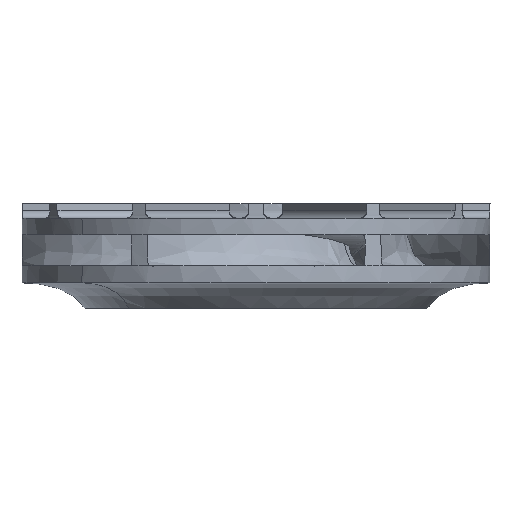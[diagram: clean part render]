
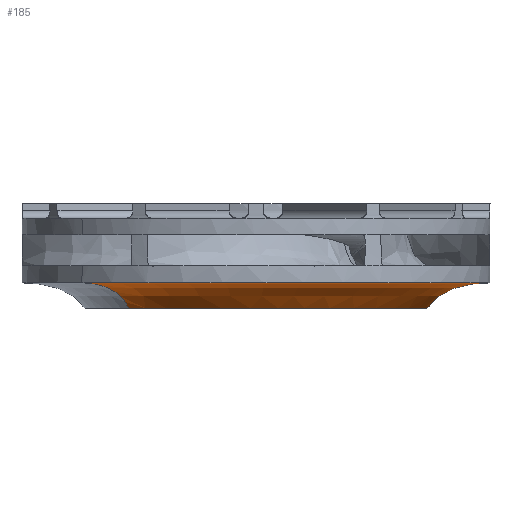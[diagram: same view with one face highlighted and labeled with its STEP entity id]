
A CAD part, left-side view. The second image highlights one B-rep face of the part: STEP entity #185.
In plain terms, the highlighted face is a revolution surface.
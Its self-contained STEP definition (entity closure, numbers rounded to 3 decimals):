
#66=SURFACE_OF_REVOLUTION('',#2362,#80);
#80=AXIS1_PLACEMENT('',#3944,#2932);
#94=(
BOUNDED_CURVE()
B_SPLINE_CURVE(3,(#3933,#3934,#3935,#3936),.UNSPECIFIED.,.F.,.F.)
B_SPLINE_CURVE_WITH_KNOTS((4,4),(0.,1.),.UNSPECIFIED.)
CURVE()
GEOMETRIC_REPRESENTATION_ITEM()
RATIONAL_B_SPLINE_CURVE((1.,0.333,0.333,1.))
REPRESENTATION_ITEM('')
);
#185=ADVANCED_FACE('[Impeller_1] Material domain SolidShroud',(#358),#66,
 .T.);
#358=FACE_OUTER_BOUND('',#490,.T.);
#490=EDGE_LOOP('',(#1115,#1116,#1117,#1118));
#646=CIRCLE('',#2560,24.663);
#1115=ORIENTED_EDGE('',*,*,#2079,.F.);
#1116=ORIENTED_EDGE('',*,*,#2092,.F.);
#1117=ORIENTED_EDGE('',*,*,#2093,.T.);
#1118=ORIENTED_EDGE('',*,*,#2094,.T.);
#1830=VERTEX_POINT('',#3902);
#1831=VERTEX_POINT('',#3904);
#1841=VERTEX_POINT('',#3932);
#1842=VERTEX_POINT('',#3937);
#2079=EDGE_CURVE('',#1830,#1831,#646,.T.);
#2092=EDGE_CURVE('',#1841,#1830,#2360,.T.);
#2093=EDGE_CURVE('',#1841,#1842,#94,.T.);
#2094=EDGE_CURVE('',#1842,#1831,#2361,.T.);
#2360=B_SPLINE_CURVE_WITH_KNOTS('',2,(#3929,#3930,#3931),.UNSPECIFIED.,
 .F.,.F.,(3,3),(0.,1.),.UNSPECIFIED.);
#2361=B_SPLINE_CURVE_WITH_KNOTS('',2,(#3938,#3939,#3940),.UNSPECIFIED.,
 .F.,.F.,(3,3),(0.,1.),.UNSPECIFIED.);
#2362=B_SPLINE_CURVE_WITH_KNOTS('',2,(#3941,#3942,#3943),.UNSPECIFIED.,
 .F.,.F.,(3,3),(0.,1.),.UNSPECIFIED.);
#2560=AXIS2_PLACEMENT_3D('',#3903,#2904,#2905);
#2904=DIRECTION('',(0.,0.,1.));
#2905=DIRECTION('',(-0.669,0.744,0.));
#2932=DIRECTION('',(0.,0.,1.));
#3902=CARTESIAN_POINT('',(-16.487,18.342,2.662));
#3903=CARTESIAN_POINT('',(0.,0.,2.662));
#3904=CARTESIAN_POINT('',(16.487,-18.342,2.662));
#3929=CARTESIAN_POINT('',(-12.046,13.4,-0.006));
#3930=CARTESIAN_POINT('',(-13.271,14.764,2.662));
#3931=CARTESIAN_POINT('',(-16.487,18.342,2.662));
#3932=CARTESIAN_POINT('',(-12.046,13.4,-0.006));
#3933=CARTESIAN_POINT('',(-12.046,13.4,-0.006));
#3934=CARTESIAN_POINT('',(-38.846,-10.691,-0.006));
#3935=CARTESIAN_POINT('',(-14.755,-37.492,-0.006));
#3936=CARTESIAN_POINT('',(12.046,-13.4,-0.006));
#3937=CARTESIAN_POINT('',(12.046,-13.4,-0.006));
#3938=CARTESIAN_POINT('',(12.046,-13.4,-0.006));
#3939=CARTESIAN_POINT('',(13.271,-14.764,2.662));
#3940=CARTESIAN_POINT('',(16.487,-18.342,2.662));
#3941=CARTESIAN_POINT('',(-12.046,13.4,-0.006));
#3942=CARTESIAN_POINT('',(-13.271,14.764,2.662));
#3943=CARTESIAN_POINT('',(-16.487,18.342,2.662));
#3944=CARTESIAN_POINT('',(0.,0.,0.));
